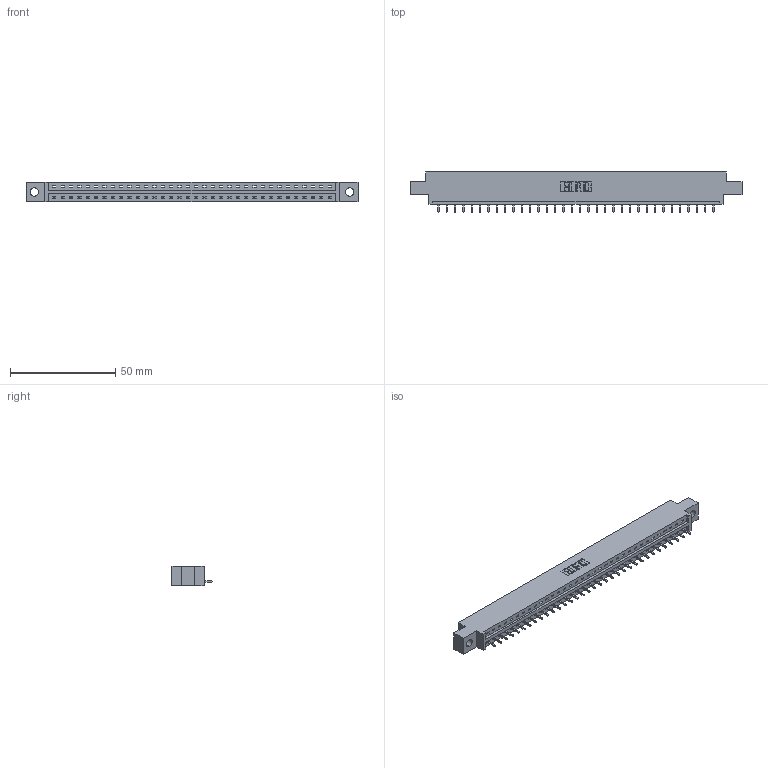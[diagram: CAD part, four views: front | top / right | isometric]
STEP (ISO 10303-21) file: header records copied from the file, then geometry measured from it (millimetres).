
FILE_DESCRIPTION (( 'STEP AP203' ), '1' );
FILE_NAME ('387-034-521-604.STEP', '2019-10-04T10:56:43', ( '' ), ( '' ), 'SwSTEP 2.0', 'SolidWorks 2016', '' );
FILE_SCHEMA (( 'CONFIG_CONTROL_DESIGN' ));
Length unit declared in the file: inch
Products named in the file (3): 387-034-521-604; 337 Part_0.170 Offset - 0.156 Dia-TH; 345-292-001_345-293-121
Assembly tree (35 placements, depth 2):
  387-034-521-604
    337 Part_0.170 Offset - 0.156 Dia-TH
    345-292-001_345-293-121  x34
Bounding box: 157.73 x 19.06 x 9.4 mm (x, y, z)
Volume: 15991.6 mm3; surface area: 15962.1 mm2
Topology: 35 solids, 35 shells, 2226 faces, 6715 edges, 4430 vertices
Faces by surface type: plane 1638, cylinder 588
Entity records: 26461 total; most frequent: CARTESIAN_POINT 4616, ORIENTED_EDGE 4586, DIRECTION 3901, EDGE_CURVE 2293, VECTOR 2165, LINE 2165, VERTEX_POINT 1526, AXIS2_PLACEMENT_3D 868
